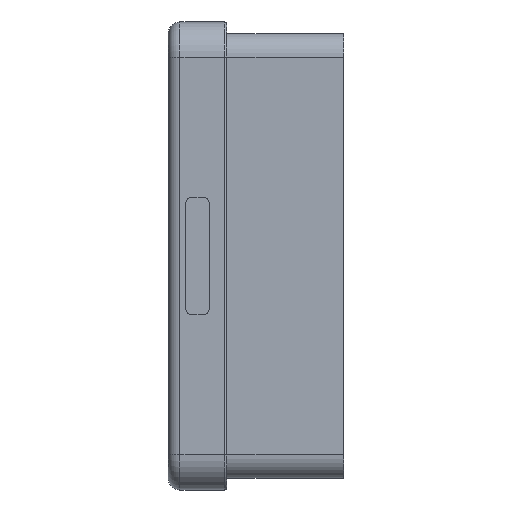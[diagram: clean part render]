
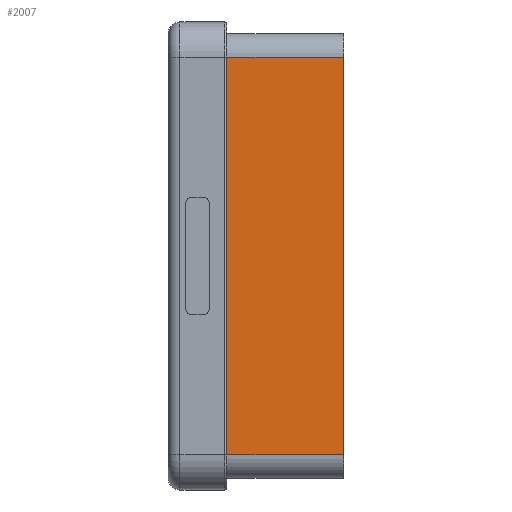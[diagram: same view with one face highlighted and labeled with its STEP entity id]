
A CAD part, left-side view. The second image highlights one B-rep face of the part: STEP entity #2007.
In plain terms, the highlighted planar face has unit normal (-1, 0, 0).
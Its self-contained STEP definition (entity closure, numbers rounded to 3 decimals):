
#94=PLANE('',#2223);
#214=FACE_OUTER_BOUND('',#338,.T.);
#338=EDGE_LOOP('',(#1848,#1849,#1850,#1851));
#361=LINE('',#2925,#557);
#454=LINE('',#3192,#650);
#532=LINE('',#3403,#728);
#535=LINE('',#3410,#731);
#557=VECTOR('',#2325,10.);
#650=VECTOR('',#2568,10.);
#728=VECTOR('',#2812,10.);
#731=VECTOR('',#2823,10.);
#853=VERTEX_POINT('',#2922);
#854=VERTEX_POINT('',#2924);
#952=VERTEX_POINT('',#3189);
#953=VERTEX_POINT('',#3191);
#1049=EDGE_CURVE('',#853,#854,#361,.T.);
#1180=EDGE_CURVE('',#952,#953,#454,.T.);
#1284=EDGE_CURVE('',#953,#853,#532,.T.);
#1287=EDGE_CURVE('',#952,#854,#535,.T.);
#1848=ORIENTED_EDGE('',*,*,#1049,.F.);
#1849=ORIENTED_EDGE('',*,*,#1284,.F.);
#1850=ORIENTED_EDGE('',*,*,#1180,.F.);
#1851=ORIENTED_EDGE('',*,*,#1287,.T.);
#2007=ADVANCED_FACE('',(#214),#94,.T.);
#2223=AXIS2_PLACEMENT_3D('',#3411,#2824,#2825);
#2325=DIRECTION('',(0.,0.,1.));
#2568=DIRECTION('',(0.,0.,-1.));
#2812=DIRECTION('',(0.,1.,0.));
#2823=DIRECTION('',(0.,1.,0.));
#2824=DIRECTION('center_axis',(-1.,0.,0.));
#2825=DIRECTION('ref_axis',(0.,0.,1.));
#2922=CARTESIAN_POINT('',(-71.036,0.,-46.279));
#2924=CARTESIAN_POINT('',(-71.036,0.,-12.279));
#2925=CARTESIAN_POINT('',(-71.036,0.,-37.779));
#3189=CARTESIAN_POINT('',(-71.036,-10.,-12.279));
#3191=CARTESIAN_POINT('',(-71.036,-10.,-46.279));
#3192=CARTESIAN_POINT('',(-71.036,-10.,-12.279));
#3403=CARTESIAN_POINT('',(-71.036,0.,-46.279));
#3410=CARTESIAN_POINT('',(-71.036,0.,-12.279));
#3411=CARTESIAN_POINT('Origin',(-71.036,0.,-46.279));
